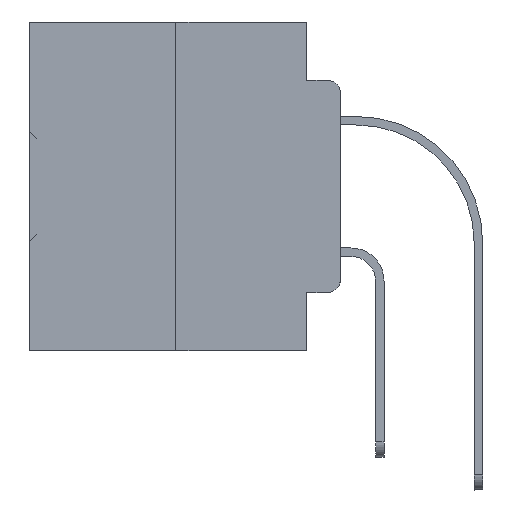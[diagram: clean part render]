
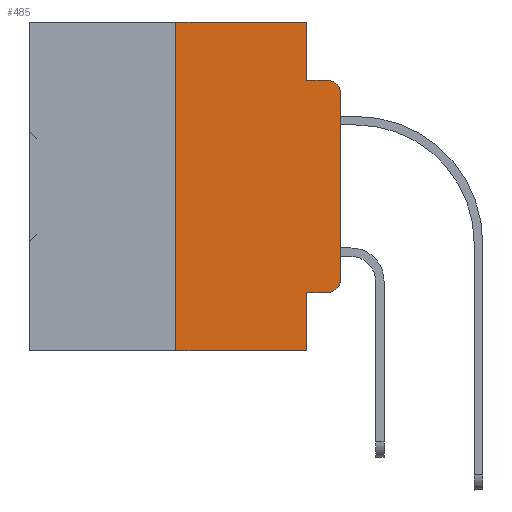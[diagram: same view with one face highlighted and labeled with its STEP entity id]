
A CAD part, left-side view. The second image highlights one B-rep face of the part: STEP entity #485.
In plain terms, the highlighted planar face has unit normal (-1, 0, 0).
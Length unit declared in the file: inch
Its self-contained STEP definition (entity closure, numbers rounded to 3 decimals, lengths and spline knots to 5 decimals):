
#50 = CARTESIAN_POINT ( 'NONE',  ( 0., 0.02, -0.0885 ) ) ;
#148 = VERTEX_POINT ( 'NONE', #38978 ) ;
#386 = DIRECTION ( 'NONE',  ( 0., -1., 0. ) ) ;
#485 = ADVANCED_FACE ( 'NONE', ( #17030 ), #23250, .F. ) ;
#587 = VERTEX_POINT ( 'NONE', #50 ) ;
#1192 = CIRCLE ( 'NONE', #36130, 0.02 ) ;
#1701 = LINE ( 'NONE', #5207, #37578 ) ;
#1953 = ORIENTED_EDGE ( 'NONE', *, *, #6169, .T. ) ;
#2253 = EDGE_CURVE ( 'NONE', #12767, #37577, #14311, .T. ) ;
#2485 = VERTEX_POINT ( 'NONE', #17815 ) ;
#3156 = LINE ( 'NONE', #3362, #9060 ) ;
#3362 = CARTESIAN_POINT ( 'NONE',  ( 0., 0.473, -0.5 ) ) ;
#3400 = VECTOR ( 'NONE', #28830, 39.37008 ) ;
#3609 = LINE ( 'NONE', #16774, #19212 ) ;
#3623 = CARTESIAN_POINT ( 'NONE',  ( 0., 0.051, 0. ) ) ;
#4074 = AXIS2_PLACEMENT_3D ( 'NONE', #4887, #33131, #38527 ) ;
#4887 = CARTESIAN_POINT ( 'NONE',  ( 0., 0.473, 0. ) ) ;
#5207 = CARTESIAN_POINT ( 'NONE',  ( 0., 0., 0. ) ) ;
#5261 = CARTESIAN_POINT ( 'NONE',  ( 0., 0.25, 0. ) ) ;
#6052 = DIRECTION ( 'NONE',  ( 0., -1., 0. ) ) ;
#6169 = EDGE_CURVE ( 'NONE', #14095, #587, #1192, .T. ) ;
#6190 = VERTEX_POINT ( 'NONE', #19495 ) ;
#6297 = DIRECTION ( 'NONE',  ( 0., -1., 0. ) ) ;
#6909 = DIRECTION ( 'NONE',  ( 0., 0., -1. ) ) ;
#6915 = CARTESIAN_POINT ( 'NONE',  ( 0., 0., -0.3915 ) ) ;
#7507 = VERTEX_POINT ( 'NONE', #6915 ) ;
#7563 = ORIENTED_EDGE ( 'NONE', *, *, #27238, .F. ) ;
#9060 = VECTOR ( 'NONE', #6052, 39.37008 ) ;
#9108 = ORIENTED_EDGE ( 'NONE', *, *, #2253, .F. ) ;
#9745 = AXIS2_PLACEMENT_3D ( 'NONE', #13318, #13114, #25706 ) ;
#10002 = CARTESIAN_POINT ( 'NONE',  ( 0., 0., -0.1085 ) ) ;
#11173 = EDGE_CURVE ( 'NONE', #6190, #24100, #3609, .T. ) ;
#11174 = ORIENTED_EDGE ( 'NONE', *, *, #32987, .F. ) ;
#11398 = VECTOR ( 'NONE', #16581, 39.37008 ) ;
#12767 = VERTEX_POINT ( 'NONE', #3623 ) ;
#13114 = DIRECTION ( 'NONE',  ( -1., 0., 0. ) ) ;
#13154 = EDGE_CURVE ( 'NONE', #148, #24100, #3156, .T. ) ;
#13318 = CARTESIAN_POINT ( 'NONE',  ( 0., 0.02, -0.3915 ) ) ;
#14095 = VERTEX_POINT ( 'NONE', #10002 ) ;
#14311 = LINE ( 'NONE', #23007, #11398 ) ;
#14693 = ORIENTED_EDGE ( 'NONE', *, *, #11173, .F. ) ;
#14705 = EDGE_CURVE ( 'NONE', #7507, #14095, #1701, .T. ) ;
#16581 = DIRECTION ( 'NONE',  ( 0., 0., -1. ) ) ;
#16774 = CARTESIAN_POINT ( 'NONE',  ( 0., 0.051, 0. ) ) ;
#17030 = FACE_OUTER_BOUND ( 'NONE', #22762, .T. ) ;
#17815 = CARTESIAN_POINT ( 'NONE',  ( 0., 0.02, -0.4115 ) ) ;
#18464 = LINE ( 'NONE', #40151, #32536 ) ;
#19212 = VECTOR ( 'NONE', #35368, 39.37008 ) ;
#19397 = ORIENTED_EDGE ( 'NONE', *, *, #38217, .T. ) ;
#19495 = CARTESIAN_POINT ( 'NONE',  ( 0., 0.051, -0.4115 ) ) ;
#19726 = LINE ( 'NONE', #32493, #3400 ) ;
#21146 = LINE ( 'NONE', #5261, #21424 ) ;
#21424 = VECTOR ( 'NONE', #21753, 39.37008 ) ;
#21753 = DIRECTION ( 'NONE',  ( 0., 0., 1. ) ) ;
#22201 = EDGE_CURVE ( 'NONE', #37577, #587, #31515, .T. ) ;
#22752 = EDGE_CURVE ( 'NONE', #6190, #2485, #19726, .T. ) ;
#22762 = EDGE_LOOP ( 'NONE', ( #32706, #1953, #27463, #9108, #7563, #11174, #25880, #14693, #36934, #19397 ) ) ;
#23007 = CARTESIAN_POINT ( 'NONE',  ( 0., 0.051, 0. ) ) ;
#23250 = PLANE ( 'NONE',  #4074 ) ;
#24100 = VERTEX_POINT ( 'NONE', #29095 ) ;
#24262 = CIRCLE ( 'NONE', #9745, 0.02 ) ;
#24944 = CARTESIAN_POINT ( 'NONE',  ( 0., 0.051, -0.0885 ) ) ;
#25121 = VERTEX_POINT ( 'NONE', #29299 ) ;
#25706 = DIRECTION ( 'NONE',  ( 0., 0., -1. ) ) ;
#25880 = ORIENTED_EDGE ( 'NONE', *, *, #13154, .T. ) ;
#27238 = EDGE_CURVE ( 'NONE', #25121, #12767, #18464, .T. ) ;
#27463 = ORIENTED_EDGE ( 'NONE', *, *, #22201, .F. ) ;
#27859 = CARTESIAN_POINT ( 'NONE',  ( 0., 0.051, -0.0885 ) ) ;
#28830 = DIRECTION ( 'NONE',  ( 0., -1., 0. ) ) ;
#29095 = CARTESIAN_POINT ( 'NONE',  ( 0., 0.051, -0.5 ) ) ;
#29200 = CARTESIAN_POINT ( 'NONE',  ( 0., 0.02, -0.1085 ) ) ;
#29299 = CARTESIAN_POINT ( 'NONE',  ( 0., 0.25, 0. ) ) ;
#30366 = DIRECTION ( 'NONE',  ( 0., 0., 1. ) ) ;
#31515 = LINE ( 'NONE', #24944, #33665 ) ;
#32493 = CARTESIAN_POINT ( 'NONE',  ( 0., 0.051, -0.4115 ) ) ;
#32536 = VECTOR ( 'NONE', #6297, 39.37008 ) ;
#32706 = ORIENTED_EDGE ( 'NONE', *, *, #14705, .T. ) ;
#32987 = EDGE_CURVE ( 'NONE', #148, #25121, #21146, .T. ) ;
#33131 = DIRECTION ( 'NONE',  ( 1., 0., 0. ) ) ;
#33665 = VECTOR ( 'NONE', #386, 39.37008 ) ;
#35175 = DIRECTION ( 'NONE',  ( -1., 0., 0. ) ) ;
#35368 = DIRECTION ( 'NONE',  ( 0., 0., -1. ) ) ;
#36130 = AXIS2_PLACEMENT_3D ( 'NONE', #29200, #35175, #6909 ) ;
#36934 = ORIENTED_EDGE ( 'NONE', *, *, #22752, .T. ) ;
#37577 = VERTEX_POINT ( 'NONE', #27859 ) ;
#37578 = VECTOR ( 'NONE', #30366, 39.37008 ) ;
#38217 = EDGE_CURVE ( 'NONE', #2485, #7507, #24262, .T. ) ;
#38527 = DIRECTION ( 'NONE',  ( 0., 0., -1. ) ) ;
#38978 = CARTESIAN_POINT ( 'NONE',  ( 0., 0.25, -0.5 ) ) ;
#40151 = CARTESIAN_POINT ( 'NONE',  ( 0., 0.473, 0. ) ) ;
